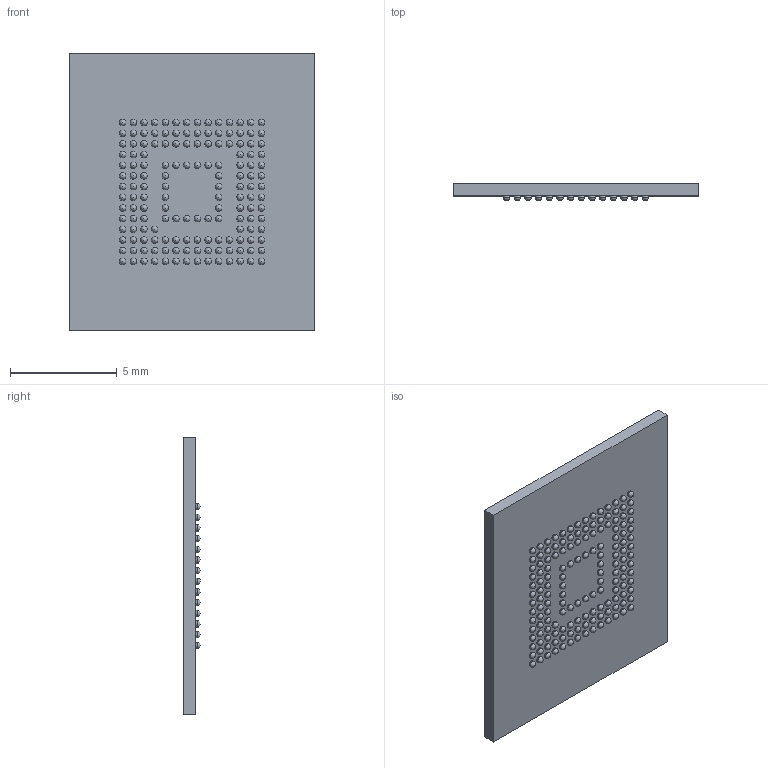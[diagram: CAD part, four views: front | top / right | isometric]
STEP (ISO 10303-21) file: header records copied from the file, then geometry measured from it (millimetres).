
FILE_DESCRIPTION (( 'STEP AP214' ), '1' );
FILE_NAME ('THGBMJG6C1LBAIL.STEP', '2020-06-24T06:48:48', ( '' ), ( '' ), 'SwSTEP 2.0', 'SolidWorks 2017', '' );
FILE_SCHEMA (( 'AUTOMOTIVE_DESIGN' ));
Length unit declared in the file: millimetre
Products named in the file (1): THGBMJG6C1LBAIL
Bounding box: 11.5 x 0.8 x 13 mm (x, y, z)
Volume: 88.5 mm3; surface area: 370.1 mm2
Topology: 155 solids, 155 shells, 472 faces, 1248 edges, 934 vertices
Faces by surface type: sphere 306, plane 162, cylinder 4
Entity records: 12456 total; most frequent: DIRECTION 2202, CARTESIAN_POINT 1737, ORIENTED_EDGE 1272, AXIS2_PLACEMENT_3D 1093, EDGE_CURVE 636, VERTEX_POINT 628, EDGE_LOOP 626, CIRCLE 620
